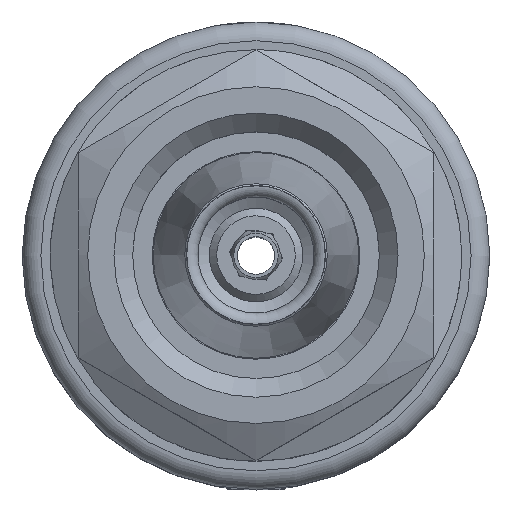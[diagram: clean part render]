
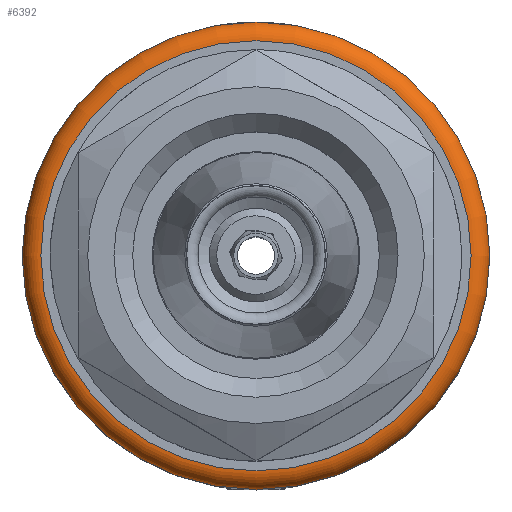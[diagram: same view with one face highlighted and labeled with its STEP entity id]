
A CAD part, top view. The second image highlights one B-rep face of the part: STEP entity #6392.
In plain terms, the highlighted toroidal (fillet/blend) face has major radius 11.5 mm and minor radius 1 mm.
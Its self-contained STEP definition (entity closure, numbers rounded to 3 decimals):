
#689=TOROIDAL_SURFACE('',#7176,11.5,1.);
#1751=ORIENTED_EDGE('',*,*,#2462,.F.);
#1752=ORIENTED_EDGE('',*,*,#2470,.T.);
#2462=EDGE_CURVE('',#2994,#2994,#3362,.T.);
#2470=EDGE_CURVE('',#3002,#3002,#3370,.T.);
#2994=VERTEX_POINT('',#12557);
#3002=VERTEX_POINT('',#12580);
#3362=CIRCLE('',#7160,11.5);
#3370=CIRCLE('',#7175,12.5);
#3999=EDGE_LOOP('',(#1751));
#4000=EDGE_LOOP('',(#1752));
#4736=FACE_BOUND('',#3999,.T.);
#4737=FACE_BOUND('',#4000,.T.);
#6392=ADVANCED_FACE('',(#4736,#4737),#689,.T.);
#7160=AXIS2_PLACEMENT_3D('',#12556,#8660,#8661);
#7175=AXIS2_PLACEMENT_3D('',#12579,#8690,#8691);
#7176=AXIS2_PLACEMENT_3D('',#12581,#8692,#8693);
#8660=DIRECTION('',(0.,0.,1.));
#8661=DIRECTION('',(0.,-1.,0.));
#8690=DIRECTION('',(0.,0.,1.));
#8691=DIRECTION('',(0.,-1.,0.));
#8692=DIRECTION('',(0.,0.,1.));
#8693=DIRECTION('',(0.,-1.,0.));
#12556=CARTESIAN_POINT('',(0.,0.,6.2));
#12557=CARTESIAN_POINT('',(0.,-11.5,6.2));
#12579=CARTESIAN_POINT('',(0.,0.,5.2));
#12580=CARTESIAN_POINT('',(0.,-12.5,5.2));
#12581=CARTESIAN_POINT('',(0.,0.,5.2));
